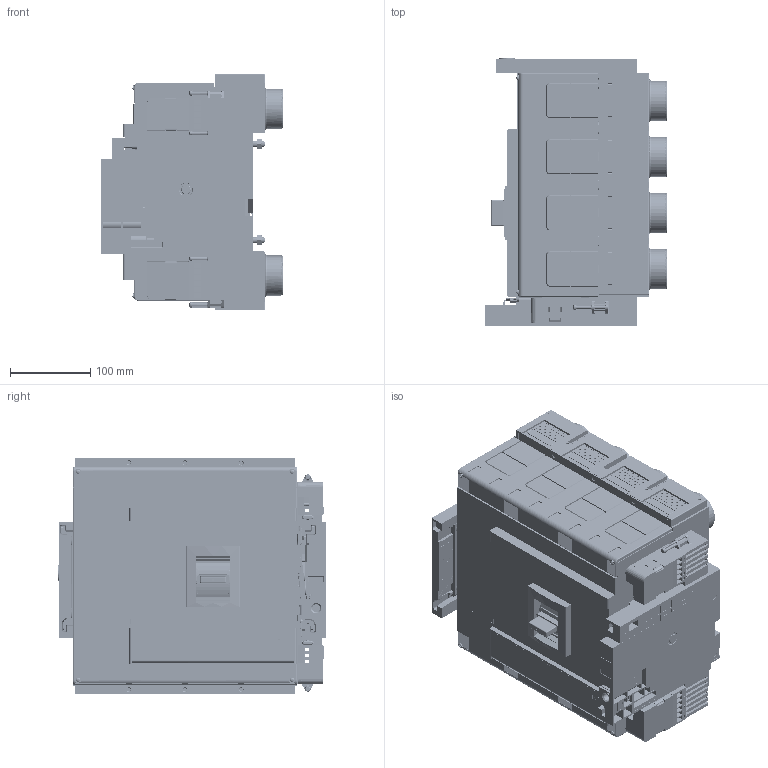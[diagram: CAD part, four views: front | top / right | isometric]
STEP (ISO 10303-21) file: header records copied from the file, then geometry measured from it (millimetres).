
FILE_DESCRIPTION((''),'2;1');
FILE_NAME('1SDH002065A1270_SR','2019-06-13T',('ITSTCAR1'),(''),'CREO PARAMETRIC BY PTC INC, 2016050','CREO PARAMETRIC BY PTC INC, 2016050','');
FILE_SCHEMA(('AUTOMOTIVE_DESIGN { 1 0 10303 214 1 1 1 1 }'));
Products named in the file (1): 1SDH002065A1270_SR
Bounding box: 227 x 333.5 x 295.24 mm (x, y, z)
Volume: 13478515.4 mm3; surface area: 870705.2 mm2
Topology: 1 solids, 23 shells, 10152 faces, 28124 edges, 18469 vertices
Faces by surface type: plane 7809, cylinder 1940, cone 147, torus 91, bspline 86, sphere 77, extrusion 2
Entity records: 362197 total; most frequent: CARTESIAN_POINT 77256, ORIENTED_EDGE 56082, DIRECTION 51747, EDGE_CURVE 28041, VECTOR 22631, LINE 22629, VERTEX_POINT 18469, AXIS2_PLACEMENT_3D 14558
